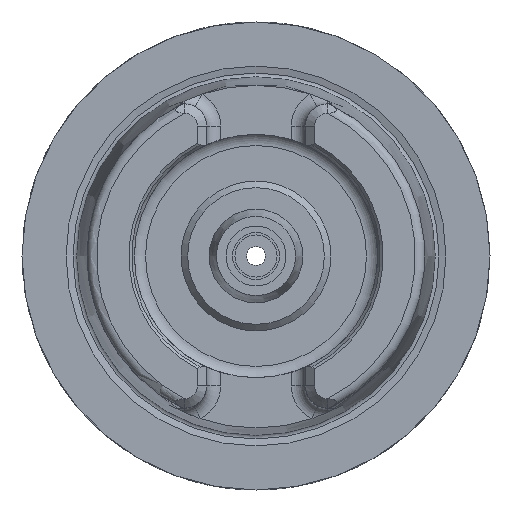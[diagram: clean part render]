
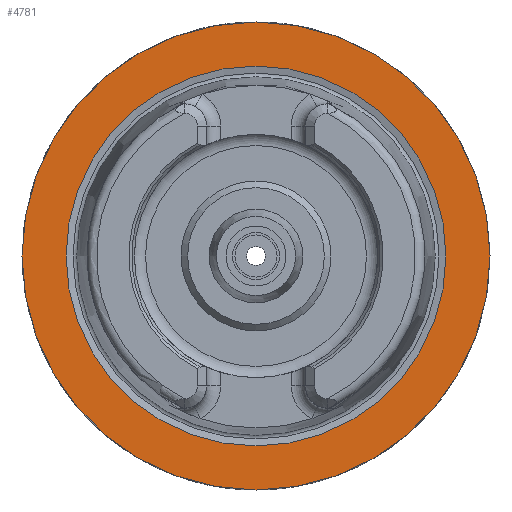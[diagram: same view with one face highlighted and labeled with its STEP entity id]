
A CAD part, left-side view. The second image highlights one B-rep face of the part: STEP entity #4781.
In plain terms, the highlighted planar face has unit normal (-1, 0, 0).
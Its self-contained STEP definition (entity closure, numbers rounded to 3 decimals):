
#4294=CARTESIAN_POINT('',(0.0,25.,0.0));
#4295=VERTEX_POINT('',#4294);
#4296=CARTESIAN_POINT('',(0.0,0.0,0.0));
#4297=DIRECTION('',(1.0,0.0,0.0));
#4298=DIRECTION('',(0.0,1.0,0.0));
#4299=AXIS2_PLACEMENT_3D('',#4296,#4297,#4298);
#4300=CIRCLE('',#4299,25.);
#4301=EDGE_CURVE('',#4295,#4295,#4300,.T.);
#4755=CARTESIAN_POINT('',(0.0,20.296,0.0));
#4756=VERTEX_POINT('',#4755);
#4757=CARTESIAN_POINT('',(0.0,0.0,0.0));
#4758=DIRECTION('',(1.0,0.0,0.0));
#4759=DIRECTION('',(0.0,1.0,0.0));
#4760=AXIS2_PLACEMENT_3D('',#4757,#4758,#4759);
#4761=CIRCLE('',#4760,20.296);
#4762=EDGE_CURVE('',#4756,#4756,#4761,.T.);
#4770=CARTESIAN_POINT('',(0.0,22.648,0.0));
#4771=DIRECTION('',(-1.0,0.0,0.0));
#4772=DIRECTION('',(0.0,0.0,1.0));
#4773=AXIS2_PLACEMENT_3D('',#4770,#4771,#4772);
#4774=PLANE('',#4773);
#4775=ORIENTED_EDGE('',*,*,#4301,.F.);
#4776=EDGE_LOOP('',(#4775));
#4777=FACE_OUTER_BOUND('',#4776,.T.);
#4778=ORIENTED_EDGE('',*,*,#4762,.T.);
#4779=EDGE_LOOP('',(#4778));
#4780=FACE_BOUND('',#4779,.T.);
#4781=ADVANCED_FACE('',(#4777,#4780),#4774,.T.);
